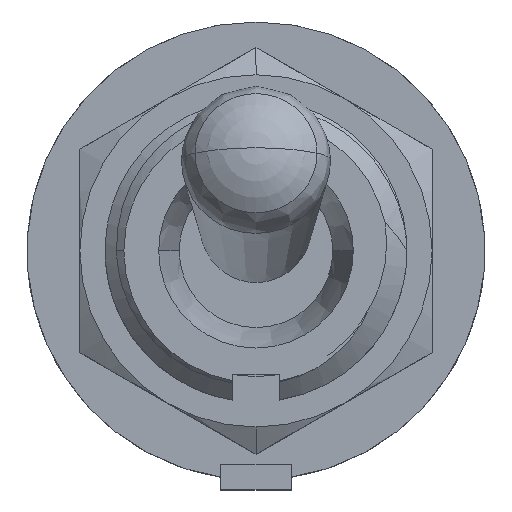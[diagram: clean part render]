
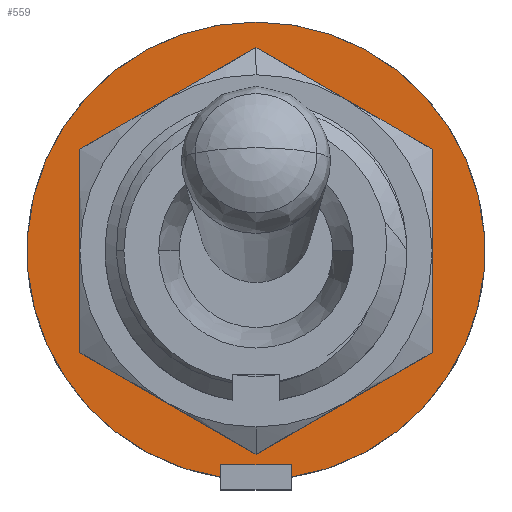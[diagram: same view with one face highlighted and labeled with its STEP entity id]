
A CAD part, top view. The second image highlights one B-rep face of the part: STEP entity #559.
In plain terms, the highlighted planar face has unit normal (0, 0, 1).
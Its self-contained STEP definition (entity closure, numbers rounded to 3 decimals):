
#559=ADVANCED_FACE('',(#1575,#1576),#1577,.T.);
#1575=FACE_OUTER_BOUND('',#3507,.T.);
#1576=FACE_BOUND('',#3508,.T.);
#1577=PLANE('',#3509);
#3507=EDGE_LOOP('',(#7470,#7471,#7472,#7473,#7474));
#3508=EDGE_LOOP('',(#7475,#7476,#7477,#7478,#7479));
#3509=AXIS2_PLACEMENT_3D('',#7480,#7481,#7482);
#7470=ORIENTED_EDGE('',*,*,#8921,.F.);
#7471=ORIENTED_EDGE('',*,*,#8922,.T.);
#7472=ORIENTED_EDGE('',*,*,#8923,.T.);
#7473=ORIENTED_EDGE('',*,*,#8924,.F.);
#7474=ORIENTED_EDGE('',*,*,#8907,.F.);
#7475=ORIENTED_EDGE('',*,*,#8916,.F.);
#7476=ORIENTED_EDGE('',*,*,#8909,.F.);
#7477=ORIENTED_EDGE('',*,*,#8925,.F.);
#7478=ORIENTED_EDGE('',*,*,#8915,.F.);
#7479=ORIENTED_EDGE('',*,*,#8920,.F.);
#7480=CARTESIAN_POINT('',(0.0,0.0,6.8));
#7481=DIRECTION('',(0.0,0.0,1.0));
#7482=DIRECTION('',(1.0,-0.0,0.0));
#8907=EDGE_CURVE('',#11014,#11008,#11016,.T.);
#8909=EDGE_CURVE('',#11017,#11020,#11021,.T.);
#8915=EDGE_CURVE('',#11030,#11026,#11032,.T.);
#8916=EDGE_CURVE('',#11020,#11033,#11034,.T.);
#8920=EDGE_CURVE('',#11033,#11030,#11039,.T.);
#8921=EDGE_CURVE('',#11040,#11014,#11041,.T.);
#8922=EDGE_CURVE('',#11040,#11042,#11043,.T.);
#8923=EDGE_CURVE('',#11042,#11044,#11045,.T.);
#8924=EDGE_CURVE('',#11008,#11044,#11046,.T.);
#8925=EDGE_CURVE('',#11026,#11017,#11047,.T.);
#11008=VERTEX_POINT('',#15204);
#11014=VERTEX_POINT('',#15214);
#11016=CIRCLE('',#15217,9.1);
#11017=VERTEX_POINT('',#15218);
#11020=VERTEX_POINT('',#15222);
#11021=CIRCLE('',#15223,6.05);
#11026=VERTEX_POINT('',#15229);
#11030=VERTEX_POINT('',#15235);
#11032=LINE('',#15238,#15239);
#11033=VERTEX_POINT('',#15240);
#11034=LINE('',#15241,#15242);
#11039=LINE('',#15250,#15251);
#11040=VERTEX_POINT('',#15252);
#11041=LINE('',#15253,#15254);
#11042=VERTEX_POINT('',#15255);
#11043=LINE('',#15256,#15257);
#11044=VERTEX_POINT('',#15258);
#11045=LINE('',#15259,#15260);
#11046=CIRCLE('',#15261,9.1);
#11047=CIRCLE('',#15262,6.05);
#15204=CARTESIAN_POINT('',(0.,9.1,6.8));
#15214=CARTESIAN_POINT('',(-1.4,-8.992,6.8));
#15217=AXIS2_PLACEMENT_3D('',#17345,#17346,#17347);
#15218=CARTESIAN_POINT('',(0.,6.05,6.8));
#15222=CARTESIAN_POINT('',(-0.8,-5.997,6.8));
#15223=AXIS2_PLACEMENT_3D('',#17349,#17350,#17351);
#15229=CARTESIAN_POINT('',(0.8,-5.997,6.8));
#15235=CARTESIAN_POINT('',(0.8,-5.45,6.8));
#15238=CARTESIAN_POINT('',(0.8,-5.45,6.8));
#15239=VECTOR('',#17359,1000.0);
#15240=CARTESIAN_POINT('',(-0.8,-5.45,6.8));
#15241=CARTESIAN_POINT('',(-0.8,-6.15,6.8));
#15242=VECTOR('',#17360,1000.0);
#15250=CARTESIAN_POINT('',(-0.8,-5.45,6.8));
#15251=VECTOR('',#17364,1000.0);
#15252=CARTESIAN_POINT('',(-1.4,-8.5,6.8));
#15253=CARTESIAN_POINT('',(-1.4,0.,6.8));
#15254=VECTOR('',#17365,1000.0);
#15255=CARTESIAN_POINT('',(1.4,-8.5,6.8));
#15256=CARTESIAN_POINT('',(0.,-8.5,6.8));
#15257=VECTOR('',#17366,1000.0);
#15258=CARTESIAN_POINT('',(1.4,-8.992,6.8));
#15259=CARTESIAN_POINT('',(1.4,0.,6.8));
#15260=VECTOR('',#17367,1000.0);
#15261=AXIS2_PLACEMENT_3D('',#17368,#17369,#17370);
#15262=AXIS2_PLACEMENT_3D('',#17371,#17372,#17373);
#17345=CARTESIAN_POINT('',(0.0,0.0,6.8));
#17346=DIRECTION('',(0.0,-0.0,-1.0));
#17347=DIRECTION('',(0.,-1.0,0.0));
#17349=CARTESIAN_POINT('',(0.0,0.0,6.8));
#17350=DIRECTION('',(0.0,0.0,1.0));
#17351=DIRECTION('',(0.,-1.0,0.0));
#17359=DIRECTION('',(0.,-1.0,0.0));
#17360=DIRECTION('',(0.,1.0,0.0));
#17364=DIRECTION('',(1.0,0.,0.0));
#17365=DIRECTION('',(0.,-1.0,0.0));
#17366=DIRECTION('',(1.0,0.,0.0));
#17367=DIRECTION('',(0.,-1.0,0.0));
#17368=CARTESIAN_POINT('',(0.0,0.0,6.8));
#17369=DIRECTION('',(0.0,-0.0,-1.0));
#17370=DIRECTION('',(0.,-1.0,0.0));
#17371=CARTESIAN_POINT('',(0.0,0.0,6.8));
#17372=DIRECTION('',(0.0,0.0,1.0));
#17373=DIRECTION('',(0.,-1.0,0.0));
